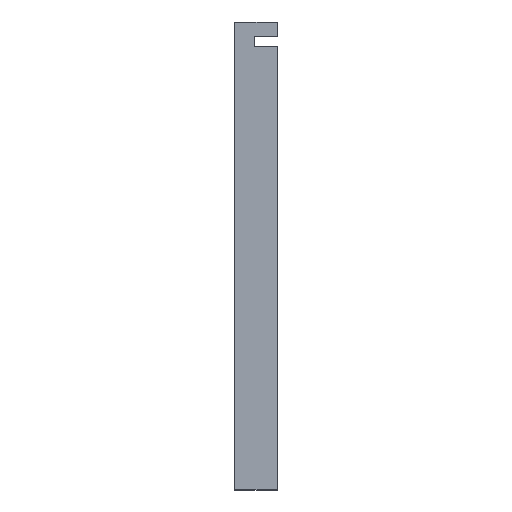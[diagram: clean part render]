
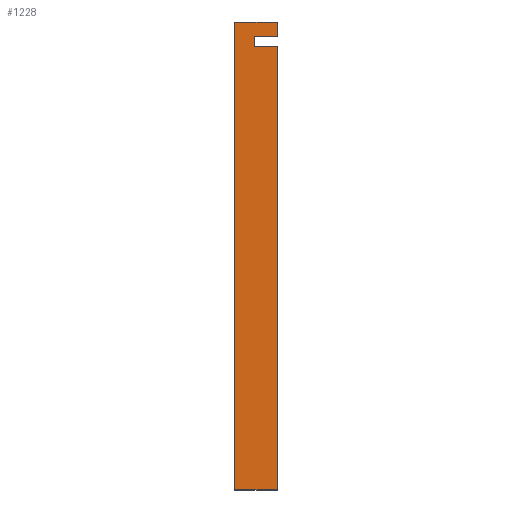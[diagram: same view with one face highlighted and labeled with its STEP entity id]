
A CAD part, left-side view. The second image highlights one B-rep face of the part: STEP entity #1228.
In plain terms, the highlighted planar face has unit normal (-1, 0, 0).
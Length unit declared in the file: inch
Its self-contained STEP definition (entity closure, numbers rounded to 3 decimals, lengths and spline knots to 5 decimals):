
#20 = EDGE_CURVE ( 'NONE', #318, #634, #425, .T. ) ;
#36 = DIRECTION ( 'NONE',  ( 0., -1., 0. ) ) ;
#62 = CARTESIAN_POINT ( 'NONE',  ( -13.25, 0.375, -4.095 ) ) ;
#69 = ORIENTED_EDGE ( 'NONE', *, *, #20, .T. ) ;
#113 = LINE ( 'NONE', #975, #133 ) ;
#133 = VECTOR ( 'NONE', #36, 39.37008 ) ;
#147 = CARTESIAN_POINT ( 'NONE',  ( -13.25, -0.375, 3.66193 ) ) ;
#148 = CARTESIAN_POINT ( 'NONE',  ( -13.25, 0.375, 4.095 ) ) ;
#149 = DIRECTION ( 'NONE',  ( 0., -1., 0. ) ) ;
#155 = LINE ( 'NONE', #522, #1100 ) ;
#204 = EDGE_CURVE ( 'NONE', #535, #510, #113, .T. ) ;
#303 = EDGE_CURVE ( 'NONE', #535, #905, #702, .T. ) ;
#308 = DIRECTION ( 'NONE',  ( 0., 0., 1. ) ) ;
#312 = AXIS2_PLACEMENT_3D ( 'NONE', #62, #441, #815 ) ;
#318 = VERTEX_POINT ( 'NONE', #799 ) ;
#337 = CARTESIAN_POINT ( 'NONE',  ( -13.25, 0.375, 4.095 ) ) ;
#346 = EDGE_CURVE ( 'NONE', #1027, #1220, #352, .T. ) ;
#347 = EDGE_CURVE ( 'NONE', #634, #689, #155, .T. ) ;
#352 = LINE ( 'NONE', #722, #485 ) ;
#389 = DIRECTION ( 'NONE',  ( 0., 0., -1. ) ) ;
#423 = DIRECTION ( 'NONE',  ( 0., -1., 0. ) ) ;
#425 = LINE ( 'NONE', #615, #1139 ) ;
#441 = DIRECTION ( 'NONE',  ( 1., 0., 0. ) ) ;
#485 = VECTOR ( 'NONE', #423, 39.37008 ) ;
#503 = CARTESIAN_POINT ( 'NONE',  ( -13.25, -0.375, 3.84693 ) ) ;
#510 = VERTEX_POINT ( 'NONE', #946 ) ;
#522 = CARTESIAN_POINT ( 'NONE',  ( -13.25, -0.375, -4.095 ) ) ;
#535 = VERTEX_POINT ( 'NONE', #881 ) ;
#547 = CARTESIAN_POINT ( 'NONE',  ( -13.25, 0.025, 3.66193 ) ) ;
#549 = ORIENTED_EDGE ( 'NONE', *, *, #204, .T. ) ;
#566 = LINE ( 'NONE', #1151, #859 ) ;
#579 = ORIENTED_EDGE ( 'NONE', *, *, #899, .F. ) ;
#590 = DIRECTION ( 'NONE',  ( 0., -1., 0. ) ) ;
#600 = ORIENTED_EDGE ( 'NONE', *, *, #705, .T. ) ;
#605 = DIRECTION ( 'NONE',  ( 0., 0., 1. ) ) ;
#611 = FACE_OUTER_BOUND ( 'NONE', #865, .T. ) ;
#613 = CARTESIAN_POINT ( 'NONE',  ( -13.25, 0.375, -4.095 ) ) ;
#615 = CARTESIAN_POINT ( 'NONE',  ( -13.25, 0.025, 3.84693 ) ) ;
#630 = VECTOR ( 'NONE', #590, 39.37008 ) ;
#634 = VERTEX_POINT ( 'NONE', #503 ) ;
#689 = VERTEX_POINT ( 'NONE', #999 ) ;
#702 = LINE ( 'NONE', #613, #756 ) ;
#705 = EDGE_CURVE ( 'NONE', #510, #1220, #566, .T. ) ;
#722 = CARTESIAN_POINT ( 'NONE',  ( -13.25, 0.025, 3.66193 ) ) ;
#727 = EDGE_CURVE ( 'NONE', #318, #1027, #763, .T. ) ;
#756 = VECTOR ( 'NONE', #605, 39.37008 ) ;
#763 = LINE ( 'NONE', #1147, #821 ) ;
#790 = ORIENTED_EDGE ( 'NONE', *, *, #727, .F. ) ;
#799 = CARTESIAN_POINT ( 'NONE',  ( -13.25, 0.025, 3.84693 ) ) ;
#806 = ORIENTED_EDGE ( 'NONE', *, *, #346, .F. ) ;
#815 = DIRECTION ( 'NONE',  ( 0., 0., -1. ) ) ;
#821 = VECTOR ( 'NONE', #389, 39.37008 ) ;
#859 = VECTOR ( 'NONE', #308, 39.37008 ) ;
#865 = EDGE_LOOP ( 'NONE', ( #600, #806, #790, #69, #1205, #579, #1001, #549 ) ) ;
#881 = CARTESIAN_POINT ( 'NONE',  ( -13.25, 0.375, -4.095 ) ) ;
#899 = EDGE_CURVE ( 'NONE', #905, #689, #1000, .T. ) ;
#905 = VERTEX_POINT ( 'NONE', #148 ) ;
#906 = DIRECTION ( 'NONE',  ( 0., 0., 1. ) ) ;
#946 = CARTESIAN_POINT ( 'NONE',  ( -13.25, -0.375, -4.095 ) ) ;
#975 = CARTESIAN_POINT ( 'NONE',  ( -13.25, 0.375, -4.095 ) ) ;
#999 = CARTESIAN_POINT ( 'NONE',  ( -13.25, -0.375, 4.095 ) ) ;
#1000 = LINE ( 'NONE', #337, #630 ) ;
#1001 = ORIENTED_EDGE ( 'NONE', *, *, #303, .F. ) ;
#1010 = PLANE ( 'NONE',  #312 ) ;
#1027 = VERTEX_POINT ( 'NONE', #547 ) ;
#1100 = VECTOR ( 'NONE', #906, 39.37008 ) ;
#1139 = VECTOR ( 'NONE', #149, 39.37008 ) ;
#1147 = CARTESIAN_POINT ( 'NONE',  ( -13.25, 0.025, 3.84693 ) ) ;
#1151 = CARTESIAN_POINT ( 'NONE',  ( -13.25, -0.375, -4.095 ) ) ;
#1205 = ORIENTED_EDGE ( 'NONE', *, *, #347, .T. ) ;
#1220 = VERTEX_POINT ( 'NONE', #147 ) ;
#1228 = ADVANCED_FACE ( 'NONE', ( #611 ), #1010, .F. ) ;
